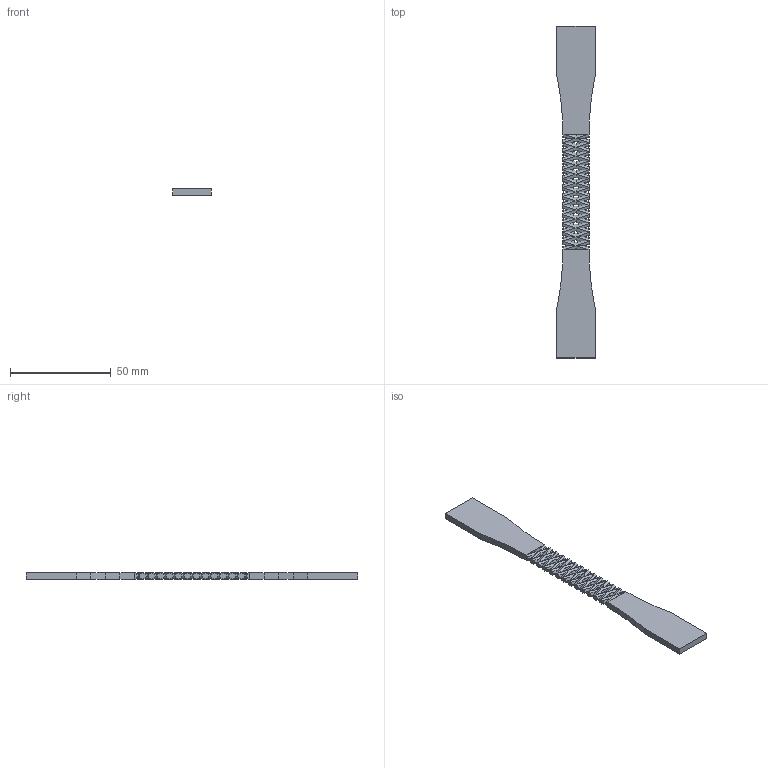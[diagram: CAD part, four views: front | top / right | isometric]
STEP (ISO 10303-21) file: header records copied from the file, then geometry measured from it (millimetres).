
FILE_DESCRIPTION(('FreeCAD Model'),'2;1');
FILE_NAME('Open CASCADE Shape Model','2021-08-03T17:51:53',('FreeCAD'),( 'FreeCAD'),'Open CASCADE STEP processor 7.5','FreeCAD','Unknown');
FILE_SCHEMA(('AUTOMOTIVE_DESIGN { 1 0 10303 214 1 1 1 1 }'));
Length unit declared in the file: millimetre
Products named in the file (1): Open CASCADE STEP translator 7.5 1
Bounding box: 19 x 165 x 3.2 mm (x, y, z)
Volume: 7608 mm3; surface area: 6546.3 mm2
Topology: 1 solids, 1 shells, 480 faces, 1040 edges, 534 vertices
Faces by surface type: plane 480
Entity records: 24862 total; most frequent: CARTESIAN_POINT 4999, DIRECTION 3218, LINE 2256, VECTOR 2256, ORIENTED_EDGE 2080, PCURVE 2080, DEFINITIONAL_REPRESENTATION 2080, EDGE_CURVE 1040
